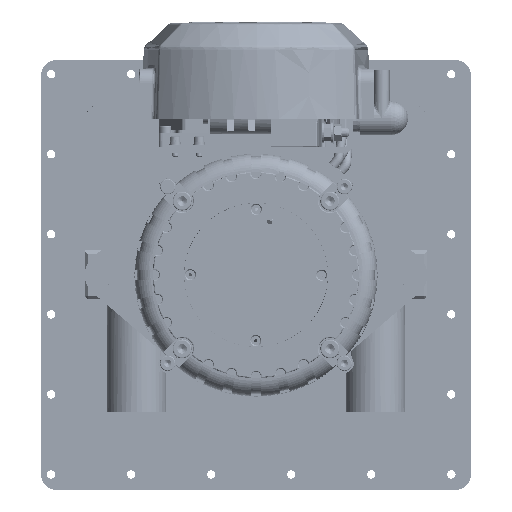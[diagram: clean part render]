
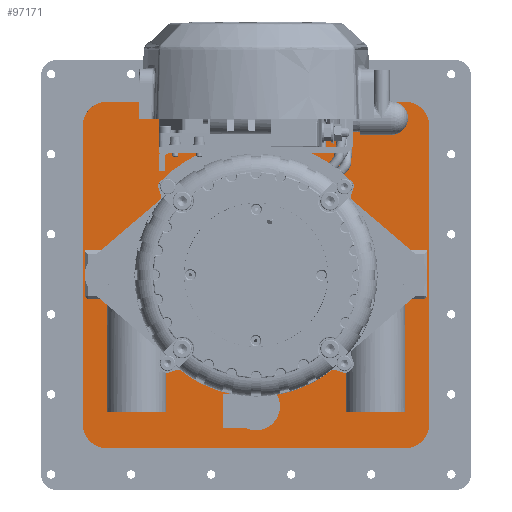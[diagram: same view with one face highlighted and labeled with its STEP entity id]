
A CAD part, left-side view. The second image highlights one B-rep face of the part: STEP entity #97171.
In plain terms, the highlighted planar face has unit normal (-1, 0, 0).
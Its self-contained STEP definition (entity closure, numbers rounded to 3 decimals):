
#96471=AXIS2_PLACEMENT_3D('Circle Axis2P3D',#96469,#96470,$) ;
#96906=AXIS2_PLACEMENT_3D('Circle Axis2P3D',#96904,#96905,$) ;
#96989=AXIS2_PLACEMENT_3D('Plane Axis2P3D',#96986,#96987,#96988) ;
#97002=AXIS2_PLACEMENT_3D('Circle Axis2P3D',#97000,#97001,$) ;
#97016=AXIS2_PLACEMENT_3D('Circle Axis2P3D',#97014,#97015,$) ;
#97030=AXIS2_PLACEMENT_3D('Circle Axis2P3D',#97028,#97029,$) ;
#97044=AXIS2_PLACEMENT_3D('Circle Axis2P3D',#97042,#97043,$) ;
#97059=AXIS2_PLACEMENT_3D('Circle Axis2P3D',#97057,#97058,$) ;
#97068=AXIS2_PLACEMENT_3D('Circle Axis2P3D',#97066,#97067,$) ;
#97077=AXIS2_PLACEMENT_3D('Circle Axis2P3D',#97075,#97076,$) ;
#97112=AXIS2_PLACEMENT_3D('Circle Axis2P3D',#97110,#97111,$) ;
#97117=AXIS2_PLACEMENT_3D('Circle Axis2P3D',#97115,#97116,$) ;
#97152=AXIS2_PLACEMENT_3D('Circle Axis2P3D',#97150,#97151,$) ;
#96464=CARTESIAN_POINT('Vertex',(-135.,65.756,-36.071)) ;
#96469=CARTESIAN_POINT('Axis2P3D Location',(-135.,0.,0.)) ;
#96473=CARTESIAN_POINT('Vertex',(-135.,-65.756,-36.071)) ;
#96899=CARTESIAN_POINT('Vertex',(-135.,-65.756,36.071)) ;
#96904=CARTESIAN_POINT('Axis2P3D Location',(-135.,0.,0.)) ;
#96908=CARTESIAN_POINT('Vertex',(-135.,65.756,36.071)) ;
#96986=CARTESIAN_POINT('Axis2P3D Location',(-135.,0.,0.)) ;
#96991=CARTESIAN_POINT('Line Origine',(-135.,145.,0.)) ;
#96995=CARTESIAN_POINT('Vertex',(-135.,145.,125.)) ;
#96997=CARTESIAN_POINT('Vertex',(-135.,145.,-125.)) ;
#97000=CARTESIAN_POINT('Axis2P3D Location',(-135.,125.,-125.)) ;
#97004=CARTESIAN_POINT('Vertex',(-135.,125.,-145.)) ;
#97007=CARTESIAN_POINT('Line Origine',(-135.,0.,-145.)) ;
#97011=CARTESIAN_POINT('Vertex',(-135.,-125.,-145.)) ;
#97014=CARTESIAN_POINT('Axis2P3D Location',(-135.,-125.,-125.)) ;
#97018=CARTESIAN_POINT('Vertex',(-135.,-145.,-125.)) ;
#97021=CARTESIAN_POINT('Line Origine',(-135.,-145.,0.)) ;
#97025=CARTESIAN_POINT('Vertex',(-135.,-145.,125.)) ;
#97028=CARTESIAN_POINT('Axis2P3D Location',(-135.,-125.,125.)) ;
#97032=CARTESIAN_POINT('Vertex',(-135.,-125.,145.)) ;
#97035=CARTESIAN_POINT('Line Origine',(-135.,0.,145.)) ;
#97039=CARTESIAN_POINT('Vertex',(-135.,125.,145.)) ;
#97042=CARTESIAN_POINT('Axis2P3D Location',(-135.,125.,125.)) ;
#97057=CARTESIAN_POINT('Axis2P3D Location',(-135.,0.,-110.)) ;
#97061=CARTESIAN_POINT('Vertex',(-135.,-20.,-110.)) ;
#97063=CARTESIAN_POINT('Vertex',(-135.,20.,-110.)) ;
#97066=CARTESIAN_POINT('Axis2P3D Location',(-135.,0.,-110.)) ;
#97075=CARTESIAN_POINT('Axis2P3D Location',(-135.,-92.058,50.5)) ;
#97079=CARTESIAN_POINT('Vertex',(-135.,-92.058,20.5)) ;
#97082=CARTESIAN_POINT('Line Origine',(-135.,-117.529,20.5)) ;
#97086=CARTESIAN_POINT('Vertex',(-135.,-143.,20.5)) ;
#97089=CARTESIAN_POINT('Line Origine',(-135.,-143.,1.)) ;
#97093=CARTESIAN_POINT('Vertex',(-135.,-143.,-18.5)) ;
#97096=CARTESIAN_POINT('Line Origine',(-135.,-142.,-19.5)) ;
#97100=CARTESIAN_POINT('Vertex',(-135.,-141.,-20.5)) ;
#97103=CARTESIAN_POINT('Line Origine',(-135.,-116.529,-20.5)) ;
#97107=CARTESIAN_POINT('Vertex',(-135.,-92.058,-20.5)) ;
#97110=CARTESIAN_POINT('Axis2P3D Location',(-135.,-92.058,-50.5)) ;
#97115=CARTESIAN_POINT('Axis2P3D Location',(-135.,92.058,-50.5)) ;
#97119=CARTESIAN_POINT('Vertex',(-135.,92.058,-20.5)) ;
#97122=CARTESIAN_POINT('Line Origine',(-135.,116.529,-20.5)) ;
#97126=CARTESIAN_POINT('Vertex',(-135.,141.,-20.5)) ;
#97129=CARTESIAN_POINT('Line Origine',(-135.,142.,-19.5)) ;
#97133=CARTESIAN_POINT('Vertex',(-135.,143.,-18.5)) ;
#97136=CARTESIAN_POINT('Line Origine',(-135.,143.,1.)) ;
#97140=CARTESIAN_POINT('Vertex',(-135.,143.,20.5)) ;
#97143=CARTESIAN_POINT('Line Origine',(-135.,117.529,20.5)) ;
#97147=CARTESIAN_POINT('Vertex',(-135.,92.058,20.5)) ;
#97150=CARTESIAN_POINT('Axis2P3D Location',(-135.,92.058,50.5)) ;
#96470=DIRECTION('Axis2P3D Direction',(-1.,0.,0.)) ;
#96905=DIRECTION('Axis2P3D Direction',(-1.,0.,0.)) ;
#96987=DIRECTION('Axis2P3D Direction',(-1.,0.,0.)) ;
#96988=DIRECTION('Axis2P3D XDirection',(0.,1.,0.)) ;
#96992=DIRECTION('Vector Direction',(0.,0.,-1.)) ;
#97001=DIRECTION('Axis2P3D Direction',(-1.,0.,0.)) ;
#97008=DIRECTION('Vector Direction',(0.,1.,0.)) ;
#97015=DIRECTION('Axis2P3D Direction',(-1.,0.,0.)) ;
#97022=DIRECTION('Vector Direction',(0.,0.,1.)) ;
#97029=DIRECTION('Axis2P3D Direction',(-1.,0.,0.)) ;
#97036=DIRECTION('Vector Direction',(0.,-1.,0.)) ;
#97043=DIRECTION('Axis2P3D Direction',(-1.,0.,0.)) ;
#97058=DIRECTION('Axis2P3D Direction',(-1.,0.,0.)) ;
#97067=DIRECTION('Axis2P3D Direction',(-1.,0.,0.)) ;
#97076=DIRECTION('Axis2P3D Direction',(-1.,0.,0.)) ;
#97083=DIRECTION('Vector Direction',(0.,-1.,0.)) ;
#97090=DIRECTION('Vector Direction',(0.,0.,-1.)) ;
#97097=DIRECTION('Vector Direction',(0.,-0.707,0.707)) ;
#97104=DIRECTION('Vector Direction',(0.,1.,0.)) ;
#97111=DIRECTION('Axis2P3D Direction',(-1.,0.,0.)) ;
#97116=DIRECTION('Axis2P3D Direction',(-1.,0.,0.)) ;
#97123=DIRECTION('Vector Direction',(0.,1.,0.)) ;
#97130=DIRECTION('Vector Direction',(0.,0.707,0.707)) ;
#97137=DIRECTION('Vector Direction',(0.,0.,1.)) ;
#97144=DIRECTION('Vector Direction',(0.,-1.,0.)) ;
#97151=DIRECTION('Axis2P3D Direction',(-1.,0.,0.)) ;
#96993=VECTOR('Line Direction',#96992,1.) ;
#97009=VECTOR('Line Direction',#97008,1.) ;
#97023=VECTOR('Line Direction',#97022,1.) ;
#97037=VECTOR('Line Direction',#97036,1.) ;
#97084=VECTOR('Line Direction',#97083,1.) ;
#97091=VECTOR('Line Direction',#97090,1.) ;
#97098=VECTOR('Line Direction',#97097,1.) ;
#97105=VECTOR('Line Direction',#97104,1.) ;
#97124=VECTOR('Line Direction',#97123,1.) ;
#97131=VECTOR('Line Direction',#97130,1.) ;
#97138=VECTOR('Line Direction',#97137,1.) ;
#97145=VECTOR('Line Direction',#97144,1.) ;
#97048=ORIENTED_EDGE('',*,*,#96999,.T.) ;
#97049=ORIENTED_EDGE('',*,*,#97006,.F.) ;
#97050=ORIENTED_EDGE('',*,*,#97013,.T.) ;
#97051=ORIENTED_EDGE('',*,*,#97020,.F.) ;
#97052=ORIENTED_EDGE('',*,*,#97027,.T.) ;
#97053=ORIENTED_EDGE('',*,*,#97034,.F.) ;
#97054=ORIENTED_EDGE('',*,*,#97041,.T.) ;
#97055=ORIENTED_EDGE('',*,*,#97046,.F.) ;
#97072=ORIENTED_EDGE('',*,*,#97065,.F.) ;
#97073=ORIENTED_EDGE('',*,*,#97070,.F.) ;
#97156=ORIENTED_EDGE('',*,*,#96910,.F.) ;
#97157=ORIENTED_EDGE('',*,*,#97081,.F.) ;
#97158=ORIENTED_EDGE('',*,*,#97088,.F.) ;
#97159=ORIENTED_EDGE('',*,*,#97095,.T.) ;
#97160=ORIENTED_EDGE('',*,*,#97102,.F.) ;
#97161=ORIENTED_EDGE('',*,*,#97109,.F.) ;
#97162=ORIENTED_EDGE('',*,*,#97114,.F.) ;
#97163=ORIENTED_EDGE('',*,*,#96475,.F.) ;
#97164=ORIENTED_EDGE('',*,*,#97121,.F.) ;
#97165=ORIENTED_EDGE('',*,*,#97128,.F.) ;
#97166=ORIENTED_EDGE('',*,*,#97135,.T.) ;
#97167=ORIENTED_EDGE('',*,*,#97142,.T.) ;
#97168=ORIENTED_EDGE('',*,*,#97149,.F.) ;
#97169=ORIENTED_EDGE('',*,*,#97154,.F.) ;
#97074=FACE_BOUND('',#97071,.T.) ;
#97170=FACE_BOUND('',#97155,.T.) ;
#97171=ADVANCED_FACE('PartBody.1',(#97056,#97074,#97170),#96990,.T.) ;
#96472=CIRCLE('generated circle',#96471,75.) ;
#96907=CIRCLE('generated circle',#96906,75.) ;
#97003=CIRCLE('generated circle',#97002,20.) ;
#97017=CIRCLE('generated circle',#97016,20.) ;
#97031=CIRCLE('generated circle',#97030,20.) ;
#97045=CIRCLE('generated circle',#97044,20.) ;
#97060=CIRCLE('generated circle',#97059,20.) ;
#97069=CIRCLE('generated circle',#97068,20.) ;
#97078=CIRCLE('generated circle',#97077,30.) ;
#97113=CIRCLE('generated circle',#97112,30.) ;
#97118=CIRCLE('generated circle',#97117,30.) ;
#97153=CIRCLE('generated circle',#97152,30.) ;
#96475=EDGE_CURVE('',#96465,#96474,#96472,.T.) ;
#96910=EDGE_CURVE('',#96900,#96909,#96907,.T.) ;
#96999=EDGE_CURVE('',#96996,#96998,#96994,.T.) ;
#97006=EDGE_CURVE('',#97005,#96998,#97003,.F.) ;
#97013=EDGE_CURVE('',#97005,#97012,#97010,.F.) ;
#97020=EDGE_CURVE('',#97019,#97012,#97017,.F.) ;
#97027=EDGE_CURVE('',#97019,#97026,#97024,.T.) ;
#97034=EDGE_CURVE('',#97033,#97026,#97031,.F.) ;
#97041=EDGE_CURVE('',#97033,#97040,#97038,.F.) ;
#97046=EDGE_CURVE('',#96996,#97040,#97045,.F.) ;
#97065=EDGE_CURVE('',#97062,#97064,#97060,.T.) ;
#97070=EDGE_CURVE('',#97064,#97062,#97069,.T.) ;
#97081=EDGE_CURVE('',#97080,#96900,#97078,.F.) ;
#97088=EDGE_CURVE('',#97087,#97080,#97085,.F.) ;
#97095=EDGE_CURVE('',#97087,#97094,#97092,.T.) ;
#97102=EDGE_CURVE('',#97101,#97094,#97099,.T.) ;
#97109=EDGE_CURVE('',#97108,#97101,#97106,.F.) ;
#97114=EDGE_CURVE('',#96474,#97108,#97113,.F.) ;
#97121=EDGE_CURVE('',#97120,#96465,#97118,.F.) ;
#97128=EDGE_CURVE('',#97127,#97120,#97125,.F.) ;
#97135=EDGE_CURVE('',#97127,#97134,#97132,.T.) ;
#97142=EDGE_CURVE('',#97134,#97141,#97139,.T.) ;
#97149=EDGE_CURVE('',#97148,#97141,#97146,.F.) ;
#97154=EDGE_CURVE('',#96909,#97148,#97153,.F.) ;
#97047=EDGE_LOOP('',(#97048,#97049,#97050,#97051,#97052,#97053,#97054,#97055)) ;
#97071=EDGE_LOOP('',(#97072,#97073)) ;
#97155=EDGE_LOOP('',(#97156,#97157,#97158,#97159,#97160,#97161,#97162,#97163,#97164,#97165,#97166,#97167,#97168,#97169)) ;
#97056=FACE_OUTER_BOUND('',#97047,.T.) ;
#96994=LINE('Line',#96991,#96993) ;
#97010=LINE('Line',#97007,#97009) ;
#97024=LINE('Line',#97021,#97023) ;
#97038=LINE('Line',#97035,#97037) ;
#97085=LINE('Line',#97082,#97084) ;
#97092=LINE('Line',#97089,#97091) ;
#97099=LINE('Line',#97096,#97098) ;
#97106=LINE('Line',#97103,#97105) ;
#97125=LINE('Line',#97122,#97124) ;
#97132=LINE('Line',#97129,#97131) ;
#97139=LINE('Line',#97136,#97138) ;
#97146=LINE('Line',#97143,#97145) ;
#96990=PLANE('',#96989) ;
#96465=VERTEX_POINT('',#96464) ;
#96474=VERTEX_POINT('',#96473) ;
#96900=VERTEX_POINT('',#96899) ;
#96909=VERTEX_POINT('',#96908) ;
#96996=VERTEX_POINT('',#96995) ;
#96998=VERTEX_POINT('',#96997) ;
#97005=VERTEX_POINT('',#97004) ;
#97012=VERTEX_POINT('',#97011) ;
#97019=VERTEX_POINT('',#97018) ;
#97026=VERTEX_POINT('',#97025) ;
#97033=VERTEX_POINT('',#97032) ;
#97040=VERTEX_POINT('',#97039) ;
#97062=VERTEX_POINT('',#97061) ;
#97064=VERTEX_POINT('',#97063) ;
#97080=VERTEX_POINT('',#97079) ;
#97087=VERTEX_POINT('',#97086) ;
#97094=VERTEX_POINT('',#97093) ;
#97101=VERTEX_POINT('',#97100) ;
#97108=VERTEX_POINT('',#97107) ;
#97120=VERTEX_POINT('',#97119) ;
#97127=VERTEX_POINT('',#97126) ;
#97134=VERTEX_POINT('',#97133) ;
#97141=VERTEX_POINT('',#97140) ;
#97148=VERTEX_POINT('',#97147) ;
